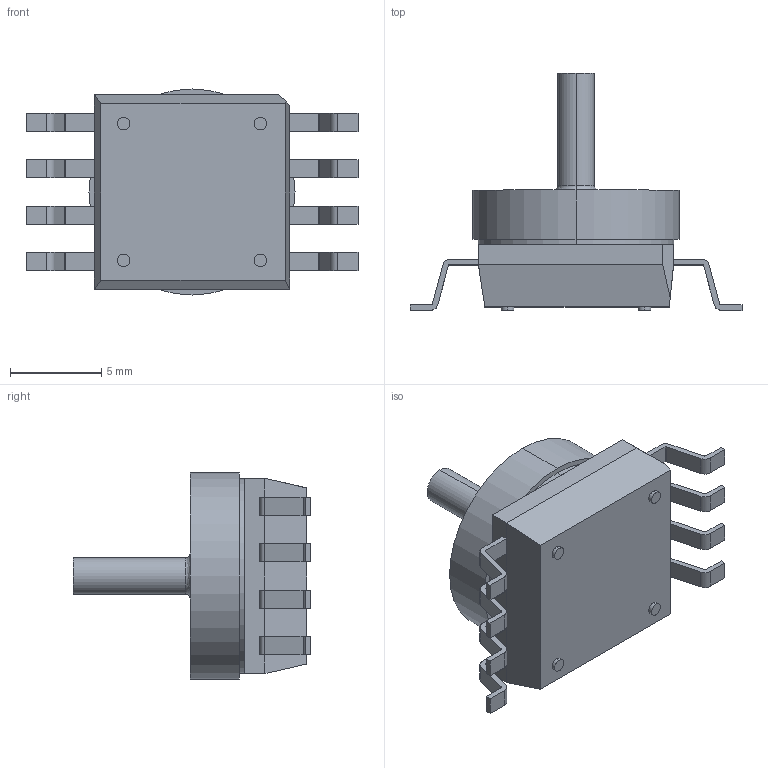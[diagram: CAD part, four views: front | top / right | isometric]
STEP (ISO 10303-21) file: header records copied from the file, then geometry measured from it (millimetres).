
FILE_DESCRIPTION (( 'STEP AP214' ), '1' );
FILE_NAME ('User Library-Freescale MPX.STEP', '2020-03-29T07:50:38', ( '' ), ( '' ), 'SwSTEP 2.0', 'SolidWorks 2019', '' );
FILE_SCHEMA (( 'AUTOMOTIVE_DESIGN' ));
Length unit declared in the file: millimetre
Products named in the file (1): User Library-Freescale MPX
Bounding box: 18.2 x 13 x 11.3 mm (x, y, z)
Volume: 695.9 mm3; surface area: 838.1 mm2
Topology: 2 solids, 2 shells, 142 faces, 372 edges, 241 vertices
Faces by surface type: plane 92, cylinder 48, bspline 2
Entity records: 6035 total; most frequent: CARTESIAN_POINT 852, DIRECTION 750, ORIENTED_EDGE 744, EDGE_CURVE 372, VECTOR 272, LINE 272, VERTEX_POINT 241, AXIS2_PLACEMENT_3D 239
